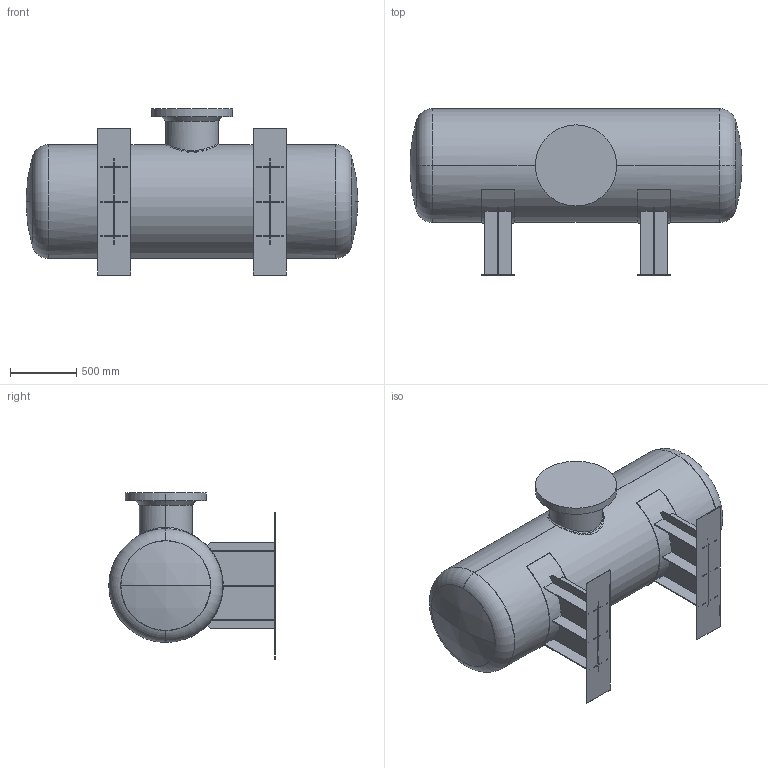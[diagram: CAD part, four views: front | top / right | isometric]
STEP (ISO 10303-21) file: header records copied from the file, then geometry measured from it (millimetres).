
FILE_DESCRIPTION (( 'STEP AP214' ), '1' );
FILE_NAME ('Tlacna posoda_r.STEP', '2021-01-03T20:55:51', ( '' ), ( '' ), 'SwSTEP 2.0', 'SolidWorks 2020', '' );
FILE_SCHEMA (( 'AUTOMOTIVE_DESIGN' ));
Length unit declared in the file: millimetre
Products named in the file (1): Tlacna posoda_r
Bounding box: 2510 x 1258 x 1255.3 mm (x, y, z)
Volume: 66250587.4 mm3; surface area: 19138419.4 mm2
Topology: 1 solids, 2 shells, 123 faces, 323 edges, 212 vertices
Faces by surface type: plane 84, cylinder 15, sphere 8, torus 8, bspline 6, cone 2
Entity records: 5945 total; most frequent: CARTESIAN_POINT 2834, ORIENTED_EDGE 646, DIRECTION 641, EDGE_CURVE 323, AXIS2_PLACEMENT_3D 217, VERTEX_POINT 212, VECTOR 207, LINE 207
